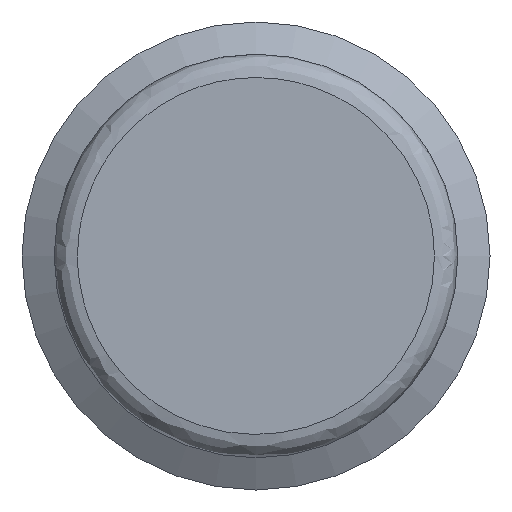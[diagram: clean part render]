
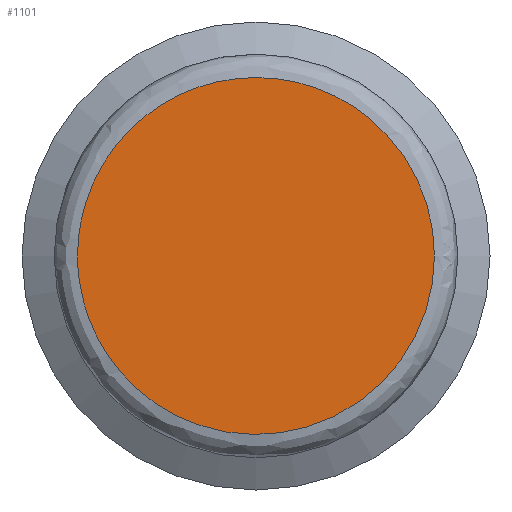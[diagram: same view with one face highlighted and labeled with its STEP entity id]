
A CAD part, front view. The second image highlights one B-rep face of the part: STEP entity #1101.
In plain terms, the highlighted planar face has unit normal (0, -1, 0).
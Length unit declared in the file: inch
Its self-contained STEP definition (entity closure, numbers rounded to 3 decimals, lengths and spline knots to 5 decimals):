
#4 = VERTEX_POINT ( 'NONE', #13 ) ;
#12 = CARTESIAN_POINT ( 'NONE',  ( -0.11727, -0.16535, 0.03001 ) ) ;
#13 = CARTESIAN_POINT ( 'NONE',  ( 0.12008, -0.16535, 0. ) ) ;
#16 = CARTESIAN_POINT ( 'NONE',  ( 0.07905, -0.16535, 0.09077 ) ) ;
#18 = CARTESIAN_POINT ( 'NONE',  ( 0.05729, -0.16535, 0.10569 ) ) ;
#41 =( BOUNDED_CURVE ( )  B_SPLINE_CURVE ( 3, ( #176, #171, #1017, #779 ),
 .UNSPECIFIED., .F., .F. ) 
 B_SPLINE_CURVE_WITH_KNOTS ( ( 4, 4 ),
 ( 0., 1. ),
 .UNSPECIFIED. ) 
 CURVE ( )  GEOMETRIC_REPRESENTATION_ITEM ( )  RATIONAL_B_SPLINE_CURVE ( ( 1., 0.333, 0.333, 1. ) ) 
 REPRESENTATION_ITEM ( '' )  );
#69 = CARTESIAN_POINT ( 'NONE',  ( 0.12008, -0.16535, 0. ) ) ;
#93 = CARTESIAN_POINT ( 'NONE',  ( 0.10555, -0.16535, 0.0596 ) ) ;
#96 = CARTESIAN_POINT ( 'NONE',  ( -0.04064, -0.16535, 0.113 ) ) ;
#105 = CARTESIAN_POINT ( 'NONE',  ( -0.00763, -0.16535, 0.12008 ) ) ;
#123 = PLANE ( 'NONE',  #349 ) ;
#159 = EDGE_LOOP ( 'NONE', ( #984, #198 ) ) ;
#166 = FACE_OUTER_BOUND ( 'NONE', #159, .T. ) ;
#170 = VERTEX_POINT ( 'NONE', #481 ) ;
#171 = CARTESIAN_POINT ( 'NONE',  ( 0.12008, -0.16535, -0.24016 ) ) ;
#176 = CARTESIAN_POINT ( 'NONE',  ( 0.12008, -0.16535, 0. ) ) ;
#177 = CARTESIAN_POINT ( 'NONE',  ( 0.11595, -0.16535, 0.03166 ) ) ;
#182 = CARTESIAN_POINT ( 'NONE',  ( 0.11234, -0.16535, 0.04242 ) ) ;
#198 = ORIENTED_EDGE ( 'NONE', *, *, #596, .F. ) ;
#261 = EDGE_CURVE ( 'NONE', #4, #170, #449, .T. ) ;
#268 = CARTESIAN_POINT ( 'NONE',  ( 0.04612, -0.16535, 0.11087 ) ) ;
#274 = CARTESIAN_POINT ( 'NONE',  ( -0.0596, -0.16535, 0.10555 ) ) ;
#277 = CARTESIAN_POINT ( 'NONE',  ( -0.1113, -0.16535, 0.04509 ) ) ;
#282 = CARTESIAN_POINT ( 'NONE',  ( -0.11087, -0.16535, 0.04612 ) ) ;
#349 = AXIS2_PLACEMENT_3D ( 'NONE', #722, #716, #975 ) ;
#357 = CARTESIAN_POINT ( 'NONE',  ( -0.04242, -0.16535, 0.11234 ) ) ;
#360 = CARTESIAN_POINT ( 'NONE',  ( 0.05085, -0.16535, 0.10882 ) ) ;
#366 = CARTESIAN_POINT ( 'NONE',  ( -0.04324, -0.16535, 0.11203 ) ) ;
#441 = CARTESIAN_POINT ( 'NONE',  ( 0.06957, -0.16535, 0.0985 ) ) ;
#444 = CARTESIAN_POINT ( 'NONE',  ( 0.03002, -0.16535, 0.11727 ) ) ;
#449 = B_SPLINE_CURVE_WITH_KNOTS ( 'NONE', 3,
 ( #69, #833, #657, #177, #780, #857, #182, #783, #93, #703, #16, #441, #18, #360, #698, #268, #1037, #444, #952, #105, #791, #606, #527, #96, #357, #366, #274, #611, #701, #869, #943, #692, #525, #282, #277, #12, #867, #794 ),
 .UNSPECIFIED., .F., .F.,
 ( 4, 1, 1, 1, 2, 2, 2, 1, 1, 1, 2, 2, 2, 1, 1, 1, 2, 2, 2, 1, 1, 1, 2, 2, 4 ),
 ( 0., 0.0625, 0.09375, 0.10937, 0.11719, 0.125, 0.25, 0.3125, 0.34375, 0.35937, 0.36719, 0.375, 0.5, 0.5625, 0.59375, 0.60937, 0.61719, 0.625, 0.75, 0.8125, 0.84375, 0.85937, 0.86719, 0.875, 1. ),
 .UNSPECIFIED. ) ;
#481 = CARTESIAN_POINT ( 'NONE',  ( -0.12008, -0.16535, 0. ) ) ;
#525 = CARTESIAN_POINT ( 'NONE',  ( -0.11007, -0.16535, 0.04802 ) ) ;
#527 = CARTESIAN_POINT ( 'NONE',  ( -0.03795, -0.16535, 0.11395 ) ) ;
#596 = EDGE_CURVE ( 'NONE', #4, #170, #41, .T. ) ;
#606 = CARTESIAN_POINT ( 'NONE',  ( -0.03165, -0.16535, 0.11595 ) ) ;
#611 = CARTESIAN_POINT ( 'NONE',  ( -0.07319, -0.16535, 0.09662 ) ) ;
#657 = CARTESIAN_POINT ( 'NONE',  ( 0.11902, -0.16535, 0.01888 ) ) ;
#692 = CARTESIAN_POINT ( 'NONE',  ( -0.10882, -0.16535, 0.05085 ) ) ;
#698 = CARTESIAN_POINT ( 'NONE',  ( 0.04802, -0.16535, 0.11007 ) ) ;
#701 = CARTESIAN_POINT ( 'NONE',  ( -0.09077, -0.16535, 0.07905 ) ) ;
#703 = CARTESIAN_POINT ( 'NONE',  ( 0.09662, -0.16535, 0.07319 ) ) ;
#716 = DIRECTION ( 'NONE',  ( 0., -1., 0. ) ) ;
#722 = CARTESIAN_POINT ( 'NONE',  ( 0., -0.16535, 0. ) ) ;
#779 = CARTESIAN_POINT ( 'NONE',  ( -0.12008, -0.16535, 0. ) ) ;
#780 = CARTESIAN_POINT ( 'NONE',  ( 0.11395, -0.16535, 0.03796 ) ) ;
#783 = CARTESIAN_POINT ( 'NONE',  ( 0.11203, -0.16535, 0.04324 ) ) ;
#791 = CARTESIAN_POINT ( 'NONE',  ( -0.01887, -0.16535, 0.11903 ) ) ;
#794 = CARTESIAN_POINT ( 'NONE',  ( -0.12008, -0.16535, 0. ) ) ;
#833 = CARTESIAN_POINT ( 'NONE',  ( 0.12008, -0.16535, 0.00763 ) ) ;
#857 = CARTESIAN_POINT ( 'NONE',  ( 0.113, -0.16535, 0.04064 ) ) ;
#867 = CARTESIAN_POINT ( 'NONE',  ( -0.12008, -0.16535, 0.01528 ) ) ;
#869 = CARTESIAN_POINT ( 'NONE',  ( -0.0985, -0.16535, 0.06957 ) ) ;
#943 = CARTESIAN_POINT ( 'NONE',  ( -0.10569, -0.16535, 0.05729 ) ) ;
#952 = CARTESIAN_POINT ( 'NONE',  ( 0.01526, -0.16535, 0.12008 ) ) ;
#975 = DIRECTION ( 'NONE',  ( 0., 0., -1. ) ) ;
#984 = ORIENTED_EDGE ( 'NONE', *, *, #261, .T. ) ;
#1017 = CARTESIAN_POINT ( 'NONE',  ( -0.12008, -0.16535, -0.24016 ) ) ;
#1037 = CARTESIAN_POINT ( 'NONE',  ( 0.04509, -0.16535, 0.1113 ) ) ;
#1101 = ADVANCED_FACE ( 'NONE', ( #166 ), #123, .T. ) ;
